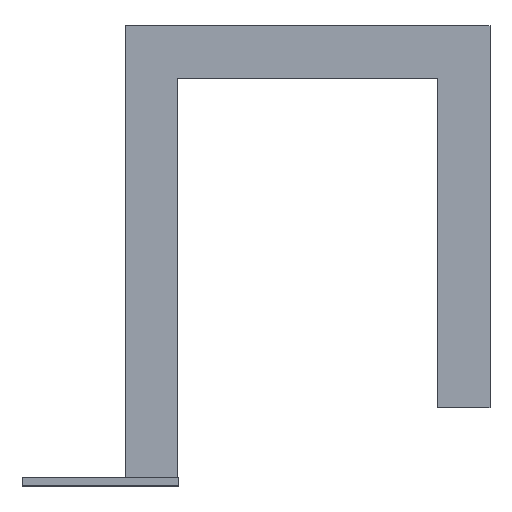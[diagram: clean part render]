
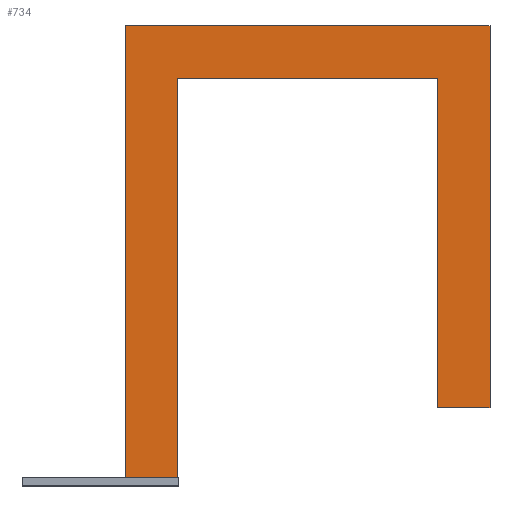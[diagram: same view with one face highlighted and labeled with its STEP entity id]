
A CAD part, top view. The second image highlights one B-rep face of the part: STEP entity #734.
In plain terms, the highlighted planar face has unit normal (0, 0, 1).
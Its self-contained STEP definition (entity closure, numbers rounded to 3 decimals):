
#44=FACE_OUTER_BOUND('',#86,.T.);
#86=EDGE_LOOP('',(#507,#508,#509,#510,#511,#512,#513,#514));
#132=LINE('',#1043,#226);
#134=LINE('',#1048,#228);
#136=LINE('',#1052,#230);
#141=LINE('',#1061,#235);
#142=LINE('',#1064,#236);
#145=LINE('',#1070,#239);
#146=LINE('',#1072,#240);
#147=LINE('',#1073,#241);
#226=VECTOR('',#845,10.);
#228=VECTOR('',#849,10.);
#230=VECTOR('',#853,10.);
#235=VECTOR('',#860,10.);
#236=VECTOR('',#863,10.);
#239=VECTOR('',#868,10.);
#240=VECTOR('',#869,10.);
#241=VECTOR('',#870,10.);
#318=VERTEX_POINT('',#1037);
#320=VERTEX_POINT('',#1041);
#322=VERTEX_POINT('',#1046);
#323=VERTEX_POINT('',#1051);
#326=VERTEX_POINT('',#1059);
#327=VERTEX_POINT('',#1063);
#329=VERTEX_POINT('',#1069);
#330=VERTEX_POINT('',#1071);
#388=EDGE_CURVE('',#318,#320,#132,.T.);
#390=EDGE_CURVE('',#322,#320,#134,.T.);
#392=EDGE_CURVE('',#323,#318,#136,.T.);
#397=EDGE_CURVE('',#326,#322,#141,.T.);
#398=EDGE_CURVE('',#327,#323,#142,.T.);
#401=EDGE_CURVE('',#329,#327,#145,.T.);
#402=EDGE_CURVE('',#330,#326,#146,.T.);
#403=EDGE_CURVE('',#329,#330,#147,.T.);
#507=ORIENTED_EDGE('',*,*,#401,.T.);
#508=ORIENTED_EDGE('',*,*,#398,.T.);
#509=ORIENTED_EDGE('',*,*,#392,.T.);
#510=ORIENTED_EDGE('',*,*,#388,.T.);
#511=ORIENTED_EDGE('',*,*,#390,.F.);
#512=ORIENTED_EDGE('',*,*,#397,.F.);
#513=ORIENTED_EDGE('',*,*,#402,.F.);
#514=ORIENTED_EDGE('',*,*,#403,.F.);
#696=PLANE('',#793);
#734=ADVANCED_FACE('',(#44),#696,.T.);
#793=AXIS2_PLACEMENT_3D('',#1068,#866,#867);
#845=DIRECTION('',(0.,-1.,0.));
#849=DIRECTION('',(-1.,0.,0.));
#853=DIRECTION('',(1.,0.,0.));
#860=DIRECTION('',(0.,-1.,0.));
#863=DIRECTION('',(0.,1.,0.));
#866=DIRECTION('center_axis',(0.,0.,1.));
#867=DIRECTION('ref_axis',(1.,0.,0.));
#868=DIRECTION('',(1.,0.,0.));
#869=DIRECTION('',(1.,0.,0.));
#870=DIRECTION('',(0.,1.,0.));
#1037=CARTESIAN_POINT('',(399.695,230.,42.5));
#1041=CARTESIAN_POINT('',(399.695,40.,42.5));
#1043=CARTESIAN_POINT('',(399.695,230.,42.5));
#1046=CARTESIAN_POINT('',(429.695,40.,42.5));
#1048=CARTESIAN_POINT('',(429.695,40.,42.5));
#1051=CARTESIAN_POINT('',(249.695,230.,42.5));
#1052=CARTESIAN_POINT('',(249.695,230.,42.5));
#1059=CARTESIAN_POINT('',(429.695,260.,42.5));
#1061=CARTESIAN_POINT('',(429.695,230.,42.5));
#1063=CARTESIAN_POINT('',(249.695,-5.,42.5));
#1064=CARTESIAN_POINT('',(249.695,0.,42.5));
#1068=CARTESIAN_POINT('Origin',(219.695,0.,42.5));
#1069=CARTESIAN_POINT('',(219.695,-5.,42.5));
#1070=CARTESIAN_POINT('',(227.195,-5.,42.5));
#1071=CARTESIAN_POINT('',(219.695,260.,42.5));
#1072=CARTESIAN_POINT('',(219.695,260.,42.5));
#1073=CARTESIAN_POINT('',(219.695,0.,42.5));
